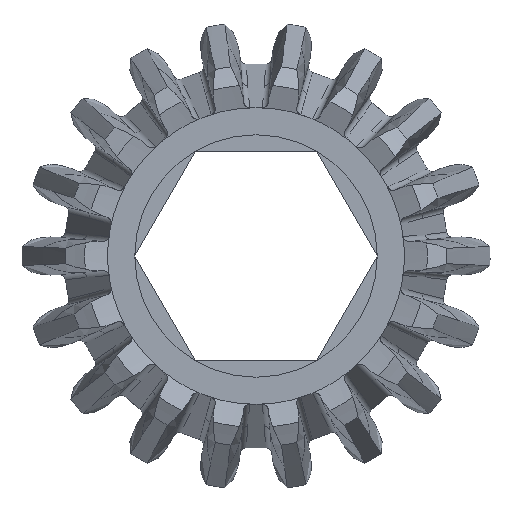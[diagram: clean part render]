
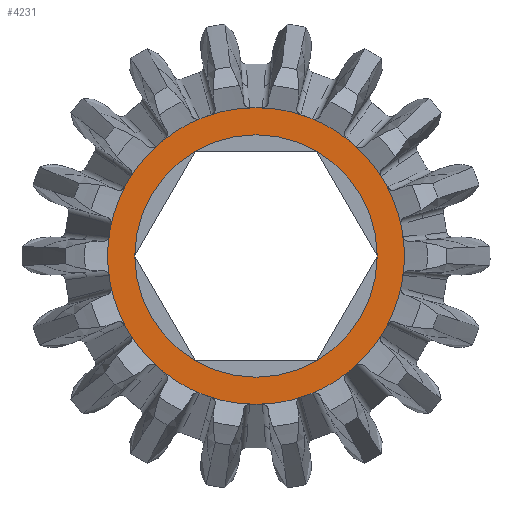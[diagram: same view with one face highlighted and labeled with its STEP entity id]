
A CAD part, left-side view. The second image highlights one B-rep face of the part: STEP entity #4231.
In plain terms, the highlighted planar face has unit normal (-1, 0, 0).
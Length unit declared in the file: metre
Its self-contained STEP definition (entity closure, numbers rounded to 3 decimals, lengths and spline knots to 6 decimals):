
#130=CIRCLE('',#4536,0.004946);
#134=CIRCLE('',#4542,0.004041);
#135=CIRCLE('',#4543,0.004946);
#136=CIRCLE('',#4544,0.004946);
#137=CIRCLE('',#4545,0.004946);
#138=CIRCLE('',#4546,0.004946);
#139=CIRCLE('',#4547,0.004946);
#140=CIRCLE('',#4548,0.004946);
#141=CIRCLE('',#4549,0.004946);
#142=CIRCLE('',#4550,0.004946);
#143=CIRCLE('',#4551,0.004946);
#144=CIRCLE('',#4552,0.004946);
#145=CIRCLE('',#4553,0.004946);
#146=CIRCLE('',#4554,0.004946);
#147=CIRCLE('',#4555,0.004946);
#148=CIRCLE('',#4556,0.004946);
#149=CIRCLE('',#4557,0.004946);
#150=CIRCLE('',#4558,0.004946);
#151=CIRCLE('',#4559,0.004946);
#986=ORIENTED_EDGE('',*,*,#2377,.F.);
#987=ORIENTED_EDGE('',*,*,#2369,.F.);
#988=ORIENTED_EDGE('',*,*,#2378,.F.);
#989=ORIENTED_EDGE('',*,*,#2379,.F.);
#990=ORIENTED_EDGE('',*,*,#2380,.F.);
#991=ORIENTED_EDGE('',*,*,#2381,.F.);
#992=ORIENTED_EDGE('',*,*,#2382,.F.);
#993=ORIENTED_EDGE('',*,*,#2383,.F.);
#994=ORIENTED_EDGE('',*,*,#2384,.F.);
#995=ORIENTED_EDGE('',*,*,#2385,.F.);
#996=ORIENTED_EDGE('',*,*,#2386,.F.);
#997=ORIENTED_EDGE('',*,*,#2387,.F.);
#998=ORIENTED_EDGE('',*,*,#2388,.F.);
#999=ORIENTED_EDGE('',*,*,#2389,.F.);
#1000=ORIENTED_EDGE('',*,*,#2390,.F.);
#1001=ORIENTED_EDGE('',*,*,#2391,.F.);
#1002=ORIENTED_EDGE('',*,*,#2392,.F.);
#1003=ORIENTED_EDGE('',*,*,#2393,.F.);
#1004=ORIENTED_EDGE('',*,*,#2394,.F.);
#2369=EDGE_CURVE('',#3035,#3062,#130,.T.);
#2377=EDGE_CURVE('',#3068,#3068,#134,.T.);
#2378=EDGE_CURVE('',#3069,#3035,#135,.T.);
#2379=EDGE_CURVE('',#3070,#3069,#136,.T.);
#2380=EDGE_CURVE('',#3071,#3070,#137,.T.);
#2381=EDGE_CURVE('',#3072,#3071,#138,.T.);
#2382=EDGE_CURVE('',#3073,#3072,#139,.T.);
#2383=EDGE_CURVE('',#3074,#3073,#140,.T.);
#2384=EDGE_CURVE('',#3075,#3074,#141,.T.);
#2385=EDGE_CURVE('',#3076,#3075,#142,.T.);
#2386=EDGE_CURVE('',#3077,#3076,#143,.T.);
#2387=EDGE_CURVE('',#3078,#3077,#144,.T.);
#2388=EDGE_CURVE('',#3079,#3078,#145,.T.);
#2389=EDGE_CURVE('',#3080,#3079,#146,.T.);
#2390=EDGE_CURVE('',#3081,#3080,#147,.T.);
#2391=EDGE_CURVE('',#3082,#3081,#148,.T.);
#2392=EDGE_CURVE('',#3083,#3082,#149,.T.);
#2393=EDGE_CURVE('',#3084,#3083,#150,.T.);
#2394=EDGE_CURVE('',#3062,#3084,#151,.T.);
#3035=VERTEX_POINT('',#5938);
#3062=VERTEX_POINT('',#6027);
#3068=VERTEX_POINT('',#6055);
#3069=VERTEX_POINT('',#6057);
#3070=VERTEX_POINT('',#6059);
#3071=VERTEX_POINT('',#6061);
#3072=VERTEX_POINT('',#6063);
#3073=VERTEX_POINT('',#6065);
#3074=VERTEX_POINT('',#6067);
#3075=VERTEX_POINT('',#6069);
#3076=VERTEX_POINT('',#6071);
#3077=VERTEX_POINT('',#6073);
#3078=VERTEX_POINT('',#6075);
#3079=VERTEX_POINT('',#6077);
#3080=VERTEX_POINT('',#6079);
#3081=VERTEX_POINT('',#6081);
#3082=VERTEX_POINT('',#6083);
#3083=VERTEX_POINT('',#6085);
#3084=VERTEX_POINT('',#6087);
#3651=EDGE_LOOP('',(#986));
#3652=EDGE_LOOP('',(#987,#988,#989,#990,#991,#992,#993,#994,#995,#996,#997,
#998,#999,#1000,#1001,#1002,#1003,#1004));
#3925=FACE_BOUND('',#3651,.T.);
#3926=FACE_BOUND('',#3652,.T.);
#4185=PLANE('',#4541);
#4231=ADVANCED_FACE('',(#3925,#3926),#4185,.F.);
#4536=AXIS2_PLACEMENT_3D('',#6026,#4992,#4993);
#4541=AXIS2_PLACEMENT_3D('',#6053,#5002,#5003);
#4542=AXIS2_PLACEMENT_3D('',#6054,#5004,#5005);
#4543=AXIS2_PLACEMENT_3D('',#6056,#5006,#5007);
#4544=AXIS2_PLACEMENT_3D('',#6058,#5008,#5009);
#4545=AXIS2_PLACEMENT_3D('',#6060,#5010,#5011);
#4546=AXIS2_PLACEMENT_3D('',#6062,#5012,#5013);
#4547=AXIS2_PLACEMENT_3D('',#6064,#5014,#5015);
#4548=AXIS2_PLACEMENT_3D('',#6066,#5016,#5017);
#4549=AXIS2_PLACEMENT_3D('',#6068,#5018,#5019);
#4550=AXIS2_PLACEMENT_3D('',#6070,#5020,#5021);
#4551=AXIS2_PLACEMENT_3D('',#6072,#5022,#5023);
#4552=AXIS2_PLACEMENT_3D('',#6074,#5024,#5025);
#4553=AXIS2_PLACEMENT_3D('',#6076,#5026,#5027);
#4554=AXIS2_PLACEMENT_3D('',#6078,#5028,#5029);
#4555=AXIS2_PLACEMENT_3D('',#6080,#5030,#5031);
#4556=AXIS2_PLACEMENT_3D('',#6082,#5032,#5033);
#4557=AXIS2_PLACEMENT_3D('',#6084,#5034,#5035);
#4558=AXIS2_PLACEMENT_3D('',#6086,#5036,#5037);
#4559=AXIS2_PLACEMENT_3D('',#6088,#5038,#5039);
#4992=DIRECTION('',(1.,0.,0.));
#4993=DIRECTION('',(0.,0.,-1.));
#5002=DIRECTION('',(1.,0.,0.));
#5003=DIRECTION('',(0.,0.,-1.));
#5004=DIRECTION('',(-1.,0.,0.));
#5005=DIRECTION('',(0.,0.,1.));
#5006=DIRECTION('',(1.,0.,0.));
#5007=DIRECTION('',(0.,0.,-1.));
#5008=DIRECTION('',(1.,0.,0.));
#5009=DIRECTION('',(0.,0.,-1.));
#5010=DIRECTION('',(1.,0.,0.));
#5011=DIRECTION('',(0.,0.,-1.));
#5012=DIRECTION('',(1.,0.,0.));
#5013=DIRECTION('',(0.,0.,-1.));
#5014=DIRECTION('',(1.,0.,0.));
#5015=DIRECTION('',(0.,0.,-1.));
#5016=DIRECTION('',(1.,0.,0.));
#5017=DIRECTION('',(0.,0.,-1.));
#5018=DIRECTION('',(1.,0.,0.));
#5019=DIRECTION('',(0.,0.,-1.));
#5020=DIRECTION('',(1.,0.,0.));
#5021=DIRECTION('',(0.,0.,-1.));
#5022=DIRECTION('',(1.,0.,0.));
#5023=DIRECTION('',(0.,0.,-1.));
#5024=DIRECTION('',(1.,0.,0.));
#5025=DIRECTION('',(0.,0.,-1.));
#5026=DIRECTION('',(1.,0.,0.));
#5027=DIRECTION('',(0.,0.,-1.));
#5028=DIRECTION('',(1.,0.,0.));
#5029=DIRECTION('',(0.,0.,-1.));
#5030=DIRECTION('',(1.,0.,0.));
#5031=DIRECTION('',(0.,0.,-1.));
#5032=DIRECTION('',(1.,0.,0.));
#5033=DIRECTION('',(0.,0.,-1.));
#5034=DIRECTION('',(1.,0.,0.));
#5035=DIRECTION('',(0.,0.,-1.));
#5036=DIRECTION('',(1.,0.,0.));
#5037=DIRECTION('',(0.,0.,-1.));
#5038=DIRECTION('',(1.,0.,0.));
#5039=DIRECTION('',(0.,0.,-1.));
#5938=CARTESIAN_POINT('',(0.016289,0.,0.012146));
#6026=CARTESIAN_POINT('',(0.016289,0.,0.0072));
#6027=CARTESIAN_POINT('',(0.016289,-0.001692,0.011848));
#6053=CARTESIAN_POINT('',(0.016289,0.,0.009673));
#6054=CARTESIAN_POINT('',(0.016289,0.,0.0072));
#6055=CARTESIAN_POINT('',(0.016289,0.,0.011241));
#6056=CARTESIAN_POINT('',(0.016289,0.,0.0072));
#6057=CARTESIAN_POINT('',(0.016289,0.001692,0.011848));
#6058=CARTESIAN_POINT('',(0.016289,0.,0.0072));
#6059=CARTESIAN_POINT('',(0.016289,0.003179,0.010989));
#6060=CARTESIAN_POINT('',(0.016289,0.,0.0072));
#6061=CARTESIAN_POINT('',(0.016289,0.004284,0.009673));
#6062=CARTESIAN_POINT('',(0.016289,0.,0.0072));
#6063=CARTESIAN_POINT('',(0.016289,0.004871,0.008059));
#6064=CARTESIAN_POINT('',(0.016289,0.,0.0072));
#6065=CARTESIAN_POINT('',(0.016289,0.004871,0.006341));
#6066=CARTESIAN_POINT('',(0.016289,0.,0.0072));
#6067=CARTESIAN_POINT('',(0.016289,0.004284,0.004727));
#6068=CARTESIAN_POINT('',(0.016289,0.,0.0072));
#6069=CARTESIAN_POINT('',(0.016289,0.003179,0.003411));
#6070=CARTESIAN_POINT('',(0.016289,0.,0.0072));
#6071=CARTESIAN_POINT('',(0.016289,0.001692,0.002552));
#6072=CARTESIAN_POINT('',(0.016289,0.,0.0072));
#6073=CARTESIAN_POINT('',(0.016289,0.,0.002254));
#6074=CARTESIAN_POINT('',(0.016289,0.,0.0072));
#6075=CARTESIAN_POINT('',(0.016289,-0.001692,0.002552));
#6076=CARTESIAN_POINT('',(0.016289,0.,0.0072));
#6077=CARTESIAN_POINT('',(0.016289,-0.003179,0.003411));
#6078=CARTESIAN_POINT('',(0.016289,0.,0.0072));
#6079=CARTESIAN_POINT('',(0.016289,-0.004284,0.004727));
#6080=CARTESIAN_POINT('',(0.016289,0.,0.0072));
#6081=CARTESIAN_POINT('',(0.016289,-0.004871,0.006341));
#6082=CARTESIAN_POINT('',(0.016289,0.,0.0072));
#6083=CARTESIAN_POINT('',(0.016289,-0.004871,0.008059));
#6084=CARTESIAN_POINT('',(0.016289,0.,0.0072));
#6085=CARTESIAN_POINT('',(0.016289,-0.004284,0.009673));
#6086=CARTESIAN_POINT('',(0.016289,0.,0.0072));
#6087=CARTESIAN_POINT('',(0.016289,-0.003179,0.010989));
#6088=CARTESIAN_POINT('',(0.016289,0.,0.0072));
